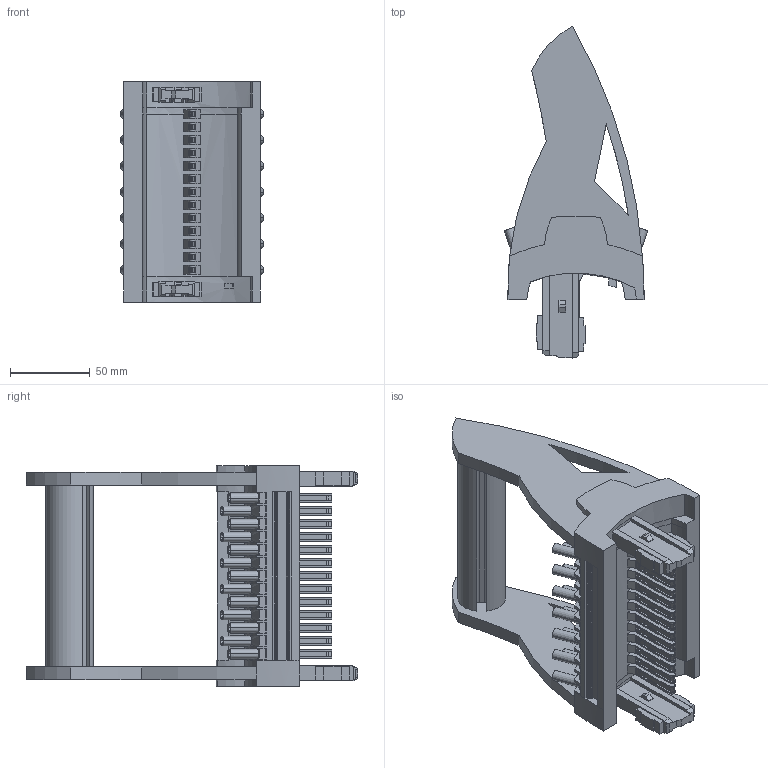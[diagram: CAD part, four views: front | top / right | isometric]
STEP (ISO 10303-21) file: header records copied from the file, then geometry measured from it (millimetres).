
FILE_DESCRIPTION(('SolidDesigner STEP Export'),'2;1');
FILE_NAME('3069971_FTPR_3_13S-select.stp','2016-03-17T13:05:36',(''),(''),'Creo Elements/Direct Modeling STEP processor for AP214 (Solid Model)','Creo Elements/Direct Modeling 18.1 06-May-2012 (C) Parametric Technology GmbH','');
FILE_SCHEMA(('AUTOMOTIVE_DESIGN { 1 0 10303 214 1 1 1 1 }'));
Products named in the file (2): 3069971_FTPR_3_13S-select
Assembly tree (1 placements, depth 2):
  3069971_FTPR_3_13S-select
    3069971_FTPR_3_13S-select
Bounding box: 89.89 x 208.03 x 138.55 mm (x, y, z)
Volume: 508640.4 mm3; surface area: 135741.8 mm2
Topology: 1 solids, 1 shells, 1316 faces, 3855 edges, 2618 vertices
Faces by surface type: plane 968, cylinder 293, cone 53, extrusion 2
Entity records: 56391 total; most frequent: CARTESIAN_POINT 11795, ORIENTED_EDGE 7710, DIRECTION 6406, EDGE_CURVE 3855, VERTEX_POINT 2618, VECTOR 2478, LINE 2476, AXIS2_PLACEMENT_3D 1964
